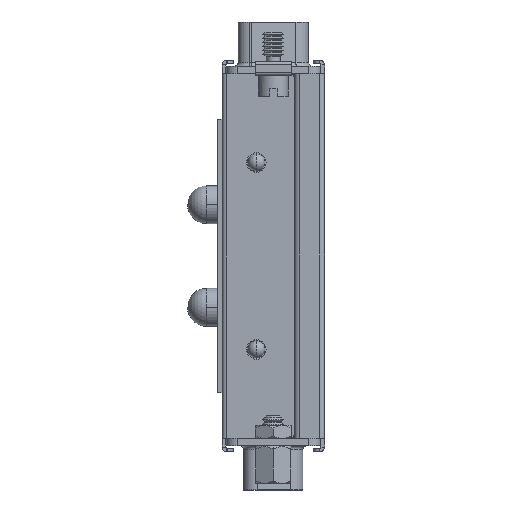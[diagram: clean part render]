
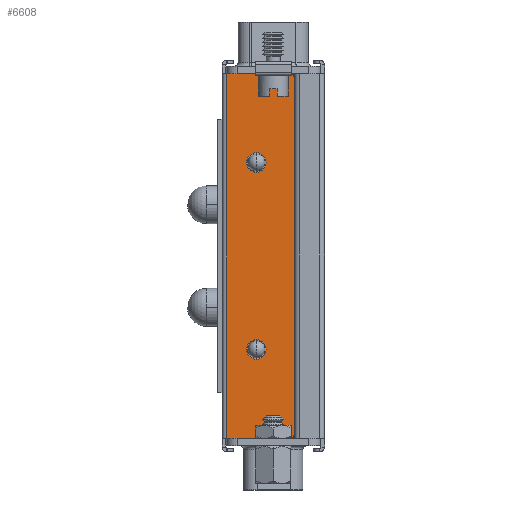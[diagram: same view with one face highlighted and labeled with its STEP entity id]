
A CAD part, left-side view. The second image highlights one B-rep face of the part: STEP entity #6608.
In plain terms, the highlighted planar face has unit normal (-1, 0, 0).
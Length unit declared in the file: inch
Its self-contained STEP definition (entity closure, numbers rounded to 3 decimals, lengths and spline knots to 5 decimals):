
#6608 = ADVANCED_FACE ( 'NONE', ( #77594, #77599, #77596 ), #75336, .F. ) ;
#13601 = CIRCLE ( 'NONE', #59795, 0.05118 ) ;
#13610 = CIRCLE ( 'NONE', #59797, 0.05118 ) ;
#13633 = CIRCLE ( 'NONE', #59802, 0.05118 ) ;
#13641 = CIRCLE ( 'NONE', #59803, 0.03 ) ;
#13646 = LINE ( 'NONE', #24903, #13650 ) ;
#13648 = CIRCLE ( 'NONE', #59805, 0.05118 ) ;
#13650 = VECTOR ( 'NONE', #24899, 39.37008 ) ;
#13652 = LINE ( 'NONE', #24908, #13655 ) ;
#13654 = CIRCLE ( 'NONE', #59804, 0.03 ) ;
#13655 = VECTOR ( 'NONE', #24904, 39.37008 ) ;
#13657 = LINE ( 'NONE', #24909, #13661 ) ;
#13659 = LINE ( 'NONE', #24917, #13664 ) ;
#13661 = VECTOR ( 'NONE', #24910, 39.37008 ) ;
#13664 = VECTOR ( 'NONE', #24918, 39.37008 ) ;
#22367 = CARTESIAN_POINT ( 'NONE',  ( -0.83563, -0.18071, -0.49155 ) ) ;
#22369 = DIRECTION ( 'NONE',  ( -1., 0., 0. ) ) ;
#22371 = DIRECTION ( 'NONE',  ( 0., 0., 1. ) ) ;
#24879 = CARTESIAN_POINT ( 'NONE',  ( -0.83563, -0.18071, 0.49155 ) ) ;
#24880 = DIRECTION ( 'NONE',  ( -1., 0., 0. ) ) ;
#24881 = DIRECTION ( 'NONE',  ( 0., 0., 1. ) ) ;
#24899 = DIRECTION ( 'NONE',  ( 0., -1., 0. ) ) ;
#24903 = CARTESIAN_POINT ( 'NONE',  ( -0.83563, -0.02, -0.96 ) ) ;
#24904 = DIRECTION ( 'NONE',  ( 0., 0., 1. ) ) ;
#24905 = CARTESIAN_POINT ( 'NONE',  ( -0.83563, -0.18071, 0.49155 ) ) ;
#24906 = DIRECTION ( 'NONE',  ( -1., 0., 0. ) ) ;
#24907 = DIRECTION ( 'NONE',  ( 0., 0., 1. ) ) ;
#24908 = CARTESIAN_POINT ( 'NONE',  ( -0.83563, -0.38189, 0.96 ) ) ;
#24909 = CARTESIAN_POINT ( 'NONE',  ( -0.83563, -0.02, 0.96 ) ) ;
#24910 = DIRECTION ( 'NONE',  ( 0., 1., 0. ) ) ;
#24911 = CARTESIAN_POINT ( 'NONE',  ( -0.83563, -0.35189, -0.93 ) ) ;
#24912 = DIRECTION ( 'NONE',  ( -1., 0., 0. ) ) ;
#24913 = DIRECTION ( 'NONE',  ( 0., 1., 0. ) ) ;
#24914 = CARTESIAN_POINT ( 'NONE',  ( -0.83563, -0.35189, 0.93 ) ) ;
#24915 = DIRECTION ( 'NONE',  ( -1., 0., 0. ) ) ;
#24916 = DIRECTION ( 'NONE',  ( 0., 1., 0. ) ) ;
#24917 = CARTESIAN_POINT ( 'NONE',  ( -0.83563, -0.025, 0.96 ) ) ;
#24918 = DIRECTION ( 'NONE',  ( 0., 0., 1. ) ) ;
#24921 = CARTESIAN_POINT ( 'NONE',  ( -0.83563, -0.18071, -0.49155 ) ) ;
#24922 = DIRECTION ( 'NONE',  ( -1., 0., 0. ) ) ;
#24923 = DIRECTION ( 'NONE',  ( 0., 0., 1. ) ) ;
#30370 = VERTEX_POINT ( 'NONE', #85302 ) ;
#30839 = VERTEX_POINT ( 'NONE', #85575 ) ;
#30939 = VERTEX_POINT ( 'NONE', #85620 ) ;
#30941 = VERTEX_POINT ( 'NONE', #85622 ) ;
#31259 = VERTEX_POINT ( 'NONE', #85772 ) ;
#31470 = VERTEX_POINT ( 'NONE', #85889 ) ;
#50679 = EDGE_LOOP ( 'NONE', ( #64255, #64247, #64251, #64243, #64241, #64770 ) ) ;
#50756 = EDGE_LOOP ( 'NONE', ( #64264, #64256 ) ) ;
#50841 = EDGE_LOOP ( 'NONE', ( #64759, #64755 ) ) ;
#52527 = EDGE_CURVE ( 'NONE', #30939, #30839, #13601, .T. ) ;
#52531 = EDGE_CURVE ( 'NONE', #30941, #96538, #13610, .T. ) ;
#52541 = EDGE_CURVE ( 'NONE', #96538, #30941, #13633, .T. ) ;
#52542 = EDGE_CURVE ( 'NONE', #96551, #31259, #13646, .T. ) ;
#52543 = EDGE_CURVE ( 'NONE', #31259, #31470, #13641, .T. ) ;
#52544 = EDGE_CURVE ( 'NONE', #31470, #96694, #13652, .T. ) ;
#52545 = EDGE_CURVE ( 'NONE', #96694, #30370, #13654, .T. ) ;
#52546 = EDGE_CURVE ( 'NONE', #30370, #96492, #13657, .T. ) ;
#52547 = EDGE_CURVE ( 'NONE', #96551, #96492, #13659, .T. ) ;
#52548 = EDGE_CURVE ( 'NONE', #30839, #30939, #13648, .T. ) ;
#59438 = AXIS2_PLACEMENT_3D ( 'NONE', #75335, #75325, #75337 ) ;
#59795 = AXIS2_PLACEMENT_3D ( 'NONE', #22367, #22369, #22371 ) ;
#59797 = AXIS2_PLACEMENT_3D ( 'NONE', #24879, #24880, #24881 ) ;
#59802 = AXIS2_PLACEMENT_3D ( 'NONE', #24905, #24906, #24907 ) ;
#59803 = AXIS2_PLACEMENT_3D ( 'NONE', #24911, #24912, #24913 ) ;
#59804 = AXIS2_PLACEMENT_3D ( 'NONE', #24914, #24915, #24916 ) ;
#59805 = AXIS2_PLACEMENT_3D ( 'NONE', #24921, #24922, #24923 ) ;
#64241 = ORIENTED_EDGE ( 'NONE', *, *, #52546, .T. ) ;
#64243 = ORIENTED_EDGE ( 'NONE', *, *, #52545, .T. ) ;
#64247 = ORIENTED_EDGE ( 'NONE', *, *, #52543, .T. ) ;
#64251 = ORIENTED_EDGE ( 'NONE', *, *, #52544, .T. ) ;
#64255 = ORIENTED_EDGE ( 'NONE', *, *, #52542, .T. ) ;
#64256 = ORIENTED_EDGE ( 'NONE', *, *, #52531, .F. ) ;
#64264 = ORIENTED_EDGE ( 'NONE', *, *, #52541, .F. ) ;
#64755 = ORIENTED_EDGE ( 'NONE', *, *, #52527, .F. ) ;
#64759 = ORIENTED_EDGE ( 'NONE', *, *, #52548, .F. ) ;
#64770 = ORIENTED_EDGE ( 'NONE', *, *, #52547, .F. ) ;
#75325 = DIRECTION ( 'NONE',  ( 1., 0., 0. ) ) ;
#75335 = CARTESIAN_POINT ( 'NONE',  ( -0.83563, -0.02, 0.96 ) ) ;
#75336 = PLANE ( 'NONE',  #59438 ) ;
#75337 = DIRECTION ( 'NONE',  ( 0., 1., 0. ) ) ;
#77594 = FACE_BOUND ( 'NONE', #50756, .T. ) ;
#77596 = FACE_BOUND ( 'NONE', #50841, .T. ) ;
#77599 = FACE_OUTER_BOUND ( 'NONE', #50679, .T. ) ;
#85302 = CARTESIAN_POINT ( 'NONE',  ( -0.83563, -0.35189, 0.96 ) ) ;
#85575 = CARTESIAN_POINT ( 'NONE',  ( -0.83563, -0.18071, -0.44037 ) ) ;
#85620 = CARTESIAN_POINT ( 'NONE',  ( -0.83563, -0.18071, -0.54273 ) ) ;
#85622 = CARTESIAN_POINT ( 'NONE',  ( -0.83563, -0.18071, 0.44037 ) ) ;
#85772 = CARTESIAN_POINT ( 'NONE',  ( -0.83563, -0.35189, -0.96 ) ) ;
#85889 = CARTESIAN_POINT ( 'NONE',  ( -0.83563, -0.38189, -0.93 ) ) ;
#96492 = VERTEX_POINT ( 'NONE', #118105 ) ;
#96538 = VERTEX_POINT ( 'NONE', #118137 ) ;
#96551 = VERTEX_POINT ( 'NONE', #118151 ) ;
#96694 = VERTEX_POINT ( 'NONE', #118280 ) ;
#118105 = CARTESIAN_POINT ( 'NONE',  ( -0.83563, -0.025, 0.96 ) ) ;
#118137 = CARTESIAN_POINT ( 'NONE',  ( -0.83563, -0.18071, 0.54273 ) ) ;
#118151 = CARTESIAN_POINT ( 'NONE',  ( -0.83563, -0.025, -0.96 ) ) ;
#118280 = CARTESIAN_POINT ( 'NONE',  ( -0.83563, -0.38189, 0.93 ) ) ;
